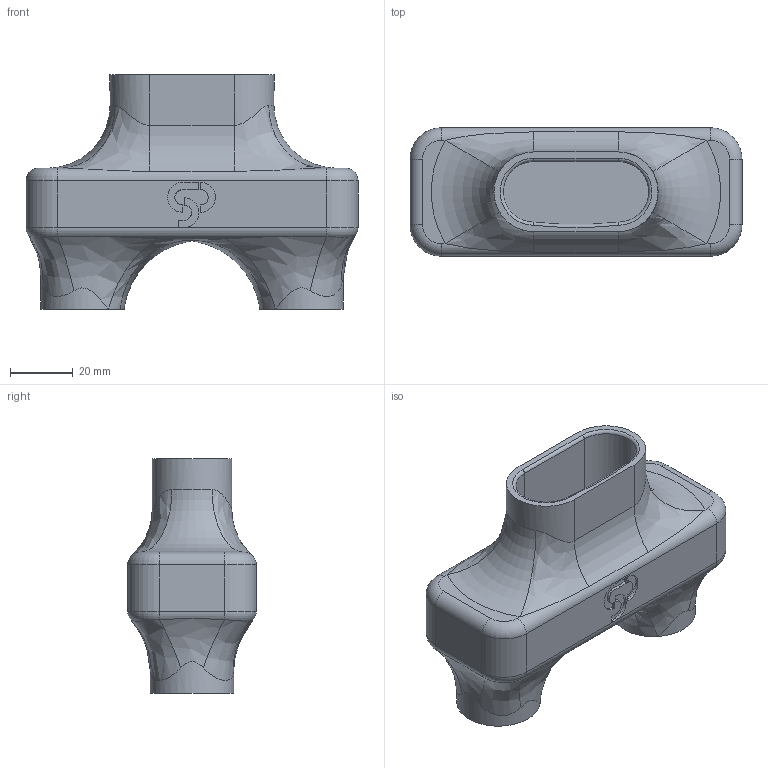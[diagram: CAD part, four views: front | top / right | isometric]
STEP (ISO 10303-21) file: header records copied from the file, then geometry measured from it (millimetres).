
FILE_DESCRIPTION(/* description */ (''),/* implementation_level */ '2;1');
FILE_NAME(/* name */ 'attachment-double-subea v17.step',/* time_stamp */ '2020-03-25T06:53:10-05:00',/* author */ (''),/* organization */ (''),/* preprocessor_version */ 'ST-DEVELOPER v18',/* originating_system */ 'Autodesk Translation Framework v8.12.0.6',/* authorisation */ '');
FILE_SCHEMA (('AUTOMOTIVE_DESIGN { 1 0 10303 214 3 1 1 }'));
Length unit declared in the file: millimetre
Products named in the file (1): attachment-double-subea
Bounding box: 106 x 41 x 74.8 mm (x, y, z)
Volume: 87565.4 mm3; surface area: 33665.4 mm2
Topology: 1 solids, 1 shells, 185 faces, 476 edges, 294 vertices
Faces by surface type: bspline 77, plane 55, cylinder 26, torus 17, cone 10
Entity records: 6851 total; most frequent: CARTESIAN_POINT 2893, ORIENTED_EDGE 944, DIRECTION 646, EDGE_CURVE 472, VERTEX_POINT 294, AXIS2_PLACEMENT_3D 218, LINE 210, VECTOR 210
